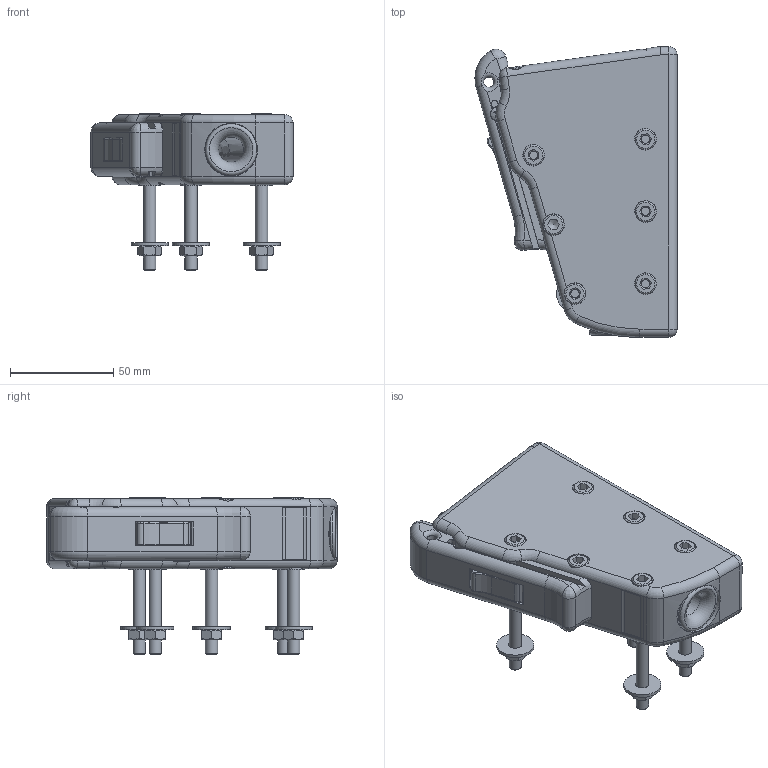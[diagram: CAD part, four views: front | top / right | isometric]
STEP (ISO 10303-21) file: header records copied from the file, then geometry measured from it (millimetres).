
FILE_DESCRIPTION(/* description */ (''),/* implementation_level */ '2;1');
FILE_NAME(/* name */ '505.103.stp',/* time_stamp */ '2016-11-09T14:40:39+01:00',/* author */ ('nicola'),/* organization */ (''),/* preprocessor_version */ 'ST-DEVELOPER v16.1',/* originating_system */ 'Autodesk Inventor 2016',/* authorisation */ '');
FILE_SCHEMA (('AUTOMOTIVE_DESIGN { 1 0 10303 214 3 1 1 }'));
Length unit declared in the file: millimetre
Products named in the file (1): 505.103
Bounding box: 97.93 x 140.93 x 76 mm (x, y, z)
Volume: 337681.3 mm3; surface area: 56616.2 mm2
Topology: 1 solids, 3 shells, 519 faces, 1294 edges, 834 vertices
Faces by surface type: plane 261, cylinder 131, cone 59, torus 52, sphere 9, bspline 7
Full cylindrical faces by diameter (mm): 4 x1, 4.3 x2, 5 x1, 6 x10, 6.2 x5, 6.4 x5, 7 x3, 8.5 x2, 9 x2, 9.1 x2, 9.43 x2, 10 x9, 10.5 x12, 18 x5, 25 x1, 25.5 x1
Entity records: 15367 total; most frequent: CARTESIAN_POINT 4054, DIRECTION 2330, ORIENTED_EDGE 2252, EDGE_CURVE 1126, AXIS2_PLACEMENT_3D 938, VERTEX_POINT 779, EDGE_LOOP 695, FACE_OUTER_BOUND 519
